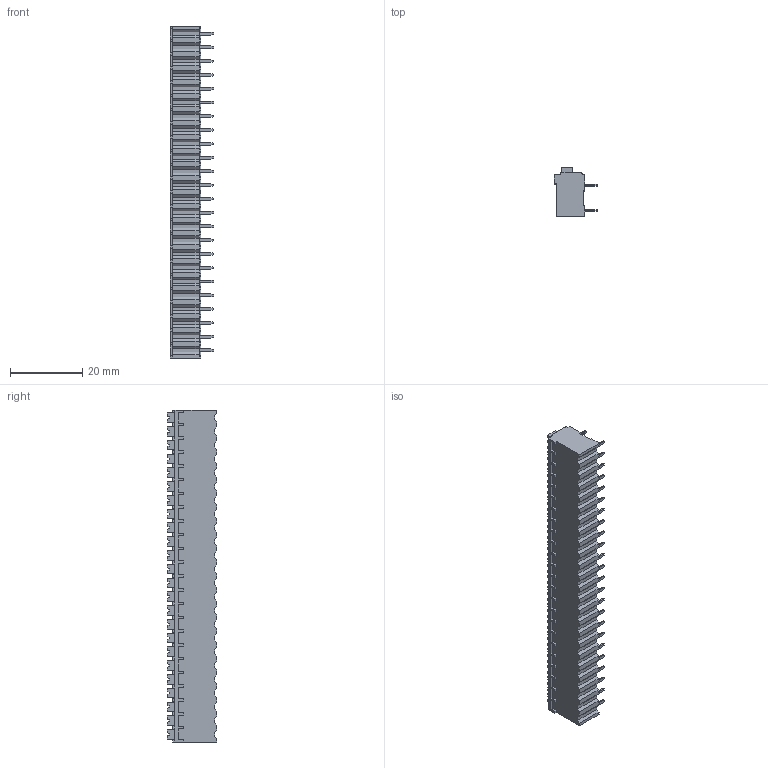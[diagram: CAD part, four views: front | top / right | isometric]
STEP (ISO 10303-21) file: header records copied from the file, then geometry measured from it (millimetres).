
FILE_DESCRIPTION((''),'2;1');
FILE_NAME('TLM-004RT-3_81-XXP-X','2024-09-29T',('sj'),(''),'PRO/ENGINEER BY PARAMETRIC TECHNOLOGY CORPORATION, 2015240','PRO/ENGINEER BY PARAMETRIC TECHNOLOGY CORPORATION, 2015240','');
FILE_SCHEMA(('CONFIG_CONTROL_DESIGN','SHAPE_APPEARANCE_LAYERS_GROUPS'));
Length unit declared in the file: millimetre
Products named in the file (1): TLM-004RT-3_81-XXP-X
Bounding box: 11.9 x 13.65 x 91.83 mm (x, y, z)
Volume: 7908.6 mm3; surface area: 6481.3 mm2
Topology: 1 solids, 1 shells, 1888 faces, 5298 edges, 3532 vertices
Faces by surface type: plane 1671, cylinder 217
Entity records: 60418 total; most frequent: CARTESIAN_POINT 11342, ORIENTED_EDGE 10596, DIRECTION 9460, EDGE_CURVE 5298, VECTOR 4624, LINE 4624, VERTEX_POINT 3532, AXIS2_PLACEMENT_3D 2418
